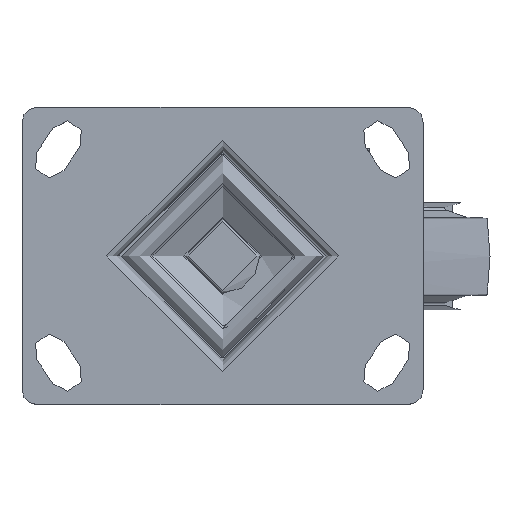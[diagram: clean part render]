
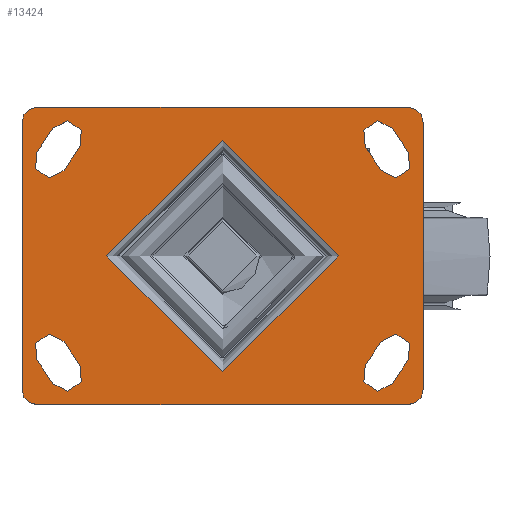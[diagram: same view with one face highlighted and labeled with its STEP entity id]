
A CAD part, top view. The second image highlights one B-rep face of the part: STEP entity #13424.
In plain terms, the highlighted planar face has unit normal (0, 0, 1).
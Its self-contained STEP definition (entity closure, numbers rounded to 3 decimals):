
#1075=FACE_BOUND('',#4498,.T.);
#1076=FACE_BOUND('',#4499,.T.);
#1077=FACE_BOUND('',#4500,.T.);
#1078=FACE_BOUND('',#4501,.T.);
#1079=FACE_BOUND('',#4502,.T.);
#1236=PLANE('',#14608);
#1731=LINE('',#19653,#2641);
#1733=LINE('',#19656,#2643);
#1735=LINE('',#19659,#2645);
#1737=LINE('',#19662,#2647);
#1739=LINE('',#19665,#2649);
#1741=LINE('',#19668,#2651);
#1743=LINE('',#19671,#2653);
#1745=LINE('',#19674,#2655);
#1746=LINE('',#19676,#2656);
#1748=LINE('',#19679,#2658);
#1749=LINE('',#19680,#2659);
#1750=LINE('',#19681,#2660);
#2641=VECTOR('',#16153,1000.);
#2643=VECTOR('',#16157,1000.);
#2645=VECTOR('',#16161,1000.);
#2647=VECTOR('',#16165,1000.);
#2649=VECTOR('',#16169,1000.);
#2651=VECTOR('',#16173,1000.);
#2653=VECTOR('',#16177,1000.);
#2655=VECTOR('',#16181,1000.);
#2656=VECTOR('',#16184,1000.);
#2658=VECTOR('',#16188,1000.);
#2659=VECTOR('',#16189,1000.);
#2660=VECTOR('',#16190,1000.);
#3670=FACE_OUTER_BOUND('',#4497,.T.);
#4497=EDGE_LOOP('',(#9611,#9612,#9613,#9614,#9615,#9616,#9617,#9618));
#4498=EDGE_LOOP('',(#9619,#9620,#9621,#9622));
#4499=EDGE_LOOP('',(#9623,#9624,#9625,#9626));
#4500=EDGE_LOOP('',(#9627,#9628,#9629,#9630));
#4501=EDGE_LOOP('',(#9631,#9632,#9633,#9634));
#4502=EDGE_LOOP('',(#9635));
#5450=CIRCLE('',#14427,39.);
#5563=CIRCLE('',#14564,5.);
#5565=CIRCLE('',#14567,5.);
#5567=CIRCLE('',#14570,5.);
#5569=CIRCLE('',#14573,5.);
#5572=CIRCLE('',#14577,5.5);
#5573=CIRCLE('',#14579,5.5);
#5576=CIRCLE('',#14583,5.5);
#5577=CIRCLE('',#14585,5.5);
#5580=CIRCLE('',#14589,5.5);
#5581=CIRCLE('',#14591,5.5);
#5584=CIRCLE('',#14595,5.5);
#5585=CIRCLE('',#14597,5.5);
#5980=VERTEX_POINT('',#19186);
#6147=VERTEX_POINT('',#19544);
#6148=VERTEX_POINT('',#19545);
#6151=VERTEX_POINT('',#19553);
#6152=VERTEX_POINT('',#19554);
#6155=VERTEX_POINT('',#19562);
#6156=VERTEX_POINT('',#19563);
#6159=VERTEX_POINT('',#19571);
#6160=VERTEX_POINT('',#19572);
#6165=VERTEX_POINT('',#19583);
#6166=VERTEX_POINT('',#19585);
#6167=VERTEX_POINT('',#19589);
#6168=VERTEX_POINT('',#19590);
#6173=VERTEX_POINT('',#19601);
#6174=VERTEX_POINT('',#19603);
#6175=VERTEX_POINT('',#19607);
#6176=VERTEX_POINT('',#19608);
#6181=VERTEX_POINT('',#19619);
#6182=VERTEX_POINT('',#19621);
#6183=VERTEX_POINT('',#19625);
#6184=VERTEX_POINT('',#19626);
#6189=VERTEX_POINT('',#19637);
#6190=VERTEX_POINT('',#19639);
#6191=VERTEX_POINT('',#19643);
#6192=VERTEX_POINT('',#19644);
#7305=EDGE_CURVE('',#5980,#5980,#5450,.T.);
#7484=EDGE_CURVE('',#6147,#6148,#5563,.T.);
#7488=EDGE_CURVE('',#6151,#6152,#5565,.T.);
#7492=EDGE_CURVE('',#6155,#6156,#5567,.T.);
#7496=EDGE_CURVE('',#6159,#6160,#5569,.T.);
#7502=EDGE_CURVE('',#6166,#6165,#5572,.T.);
#7504=EDGE_CURVE('',#6167,#6168,#5573,.T.);
#7510=EDGE_CURVE('',#6174,#6173,#5576,.T.);
#7512=EDGE_CURVE('',#6175,#6176,#5577,.T.);
#7518=EDGE_CURVE('',#6182,#6181,#5580,.T.);
#7520=EDGE_CURVE('',#6183,#6184,#5581,.T.);
#7526=EDGE_CURVE('',#6190,#6189,#5584,.T.);
#7528=EDGE_CURVE('',#6191,#6192,#5585,.T.);
#7533=EDGE_CURVE('',#6189,#6191,#1731,.T.);
#7535=EDGE_CURVE('',#6192,#6190,#1733,.T.);
#7537=EDGE_CURVE('',#6181,#6183,#1735,.T.);
#7539=EDGE_CURVE('',#6184,#6182,#1737,.T.);
#7541=EDGE_CURVE('',#6173,#6175,#1739,.T.);
#7543=EDGE_CURVE('',#6176,#6174,#1741,.T.);
#7545=EDGE_CURVE('',#6165,#6167,#1743,.T.);
#7547=EDGE_CURVE('',#6168,#6166,#1745,.T.);
#7548=EDGE_CURVE('',#6160,#6147,#1746,.T.);
#7550=EDGE_CURVE('',#6156,#6159,#1748,.T.);
#7551=EDGE_CURVE('',#6152,#6155,#1749,.T.);
#7552=EDGE_CURVE('',#6148,#6151,#1750,.T.);
#9611=ORIENTED_EDGE('',*,*,#7496,.F.);
#9612=ORIENTED_EDGE('',*,*,#7550,.F.);
#9613=ORIENTED_EDGE('',*,*,#7492,.F.);
#9614=ORIENTED_EDGE('',*,*,#7551,.F.);
#9615=ORIENTED_EDGE('',*,*,#7488,.F.);
#9616=ORIENTED_EDGE('',*,*,#7552,.F.);
#9617=ORIENTED_EDGE('',*,*,#7484,.F.);
#9618=ORIENTED_EDGE('',*,*,#7548,.F.);
#9619=ORIENTED_EDGE('',*,*,#7526,.T.);
#9620=ORIENTED_EDGE('',*,*,#7533,.T.);
#9621=ORIENTED_EDGE('',*,*,#7528,.T.);
#9622=ORIENTED_EDGE('',*,*,#7535,.T.);
#9623=ORIENTED_EDGE('',*,*,#7518,.T.);
#9624=ORIENTED_EDGE('',*,*,#7537,.T.);
#9625=ORIENTED_EDGE('',*,*,#7520,.T.);
#9626=ORIENTED_EDGE('',*,*,#7539,.T.);
#9627=ORIENTED_EDGE('',*,*,#7510,.T.);
#9628=ORIENTED_EDGE('',*,*,#7541,.T.);
#9629=ORIENTED_EDGE('',*,*,#7512,.T.);
#9630=ORIENTED_EDGE('',*,*,#7543,.T.);
#9631=ORIENTED_EDGE('',*,*,#7502,.T.);
#9632=ORIENTED_EDGE('',*,*,#7545,.T.);
#9633=ORIENTED_EDGE('',*,*,#7504,.T.);
#9634=ORIENTED_EDGE('',*,*,#7547,.T.);
#9635=ORIENTED_EDGE('',*,*,#7305,.F.);
#13424=ADVANCED_FACE('',(#3670,#1075,#1076,#1077,#1078,#1079),#1236,.T.);
#14427=AXIS2_PLACEMENT_3D('',#19187,#15728,#15729);
#14564=AXIS2_PLACEMENT_3D('',#19546,#16056,#16057);
#14567=AXIS2_PLACEMENT_3D('',#19555,#16064,#16065);
#14570=AXIS2_PLACEMENT_3D('',#19564,#16072,#16073);
#14573=AXIS2_PLACEMENT_3D('',#19573,#16080,#16081);
#14577=AXIS2_PLACEMENT_3D('',#19586,#16091,#16092);
#14579=AXIS2_PLACEMENT_3D('',#19591,#16096,#16097);
#14583=AXIS2_PLACEMENT_3D('',#19604,#16107,#16108);
#14585=AXIS2_PLACEMENT_3D('',#19609,#16112,#16113);
#14589=AXIS2_PLACEMENT_3D('',#19622,#16123,#16124);
#14591=AXIS2_PLACEMENT_3D('',#19627,#16128,#16129);
#14595=AXIS2_PLACEMENT_3D('',#19640,#16139,#16140);
#14597=AXIS2_PLACEMENT_3D('',#19645,#16144,#16145);
#14608=AXIS2_PLACEMENT_3D('',#19678,#16186,#16187);
#15728=DIRECTION('center_axis',(0.,0.,1.));
#15729=DIRECTION('ref_axis',(0.,-1.,0.));
#16056=DIRECTION('center_axis',(0.,0.,-1.));
#16057=DIRECTION('ref_axis',(0.707,0.707,0.));
#16064=DIRECTION('center_axis',(0.,0.,-1.));
#16065=DIRECTION('ref_axis',(0.707,-0.707,0.));
#16072=DIRECTION('center_axis',(0.,0.,-1.));
#16073=DIRECTION('ref_axis',(-0.707,-0.707,0.));
#16080=DIRECTION('center_axis',(0.,0.,-1.));
#16081=DIRECTION('ref_axis',(-0.707,0.707,0.));
#16091=DIRECTION('center_axis',(0.,0.,-1.));
#16092=DIRECTION('ref_axis',(-1.,0.,0.));
#16096=DIRECTION('center_axis',(0.,0.,-1.));
#16097=DIRECTION('ref_axis',(-1.,0.,0.));
#16107=DIRECTION('center_axis',(0.,0.,-1.));
#16108=DIRECTION('ref_axis',(1.,0.,0.));
#16112=DIRECTION('center_axis',(0.,0.,-1.));
#16113=DIRECTION('ref_axis',(1.,0.,0.));
#16123=DIRECTION('center_axis',(0.,0.,-1.));
#16124=DIRECTION('ref_axis',(1.,0.,0.));
#16128=DIRECTION('center_axis',(0.,0.,-1.));
#16129=DIRECTION('ref_axis',(1.,0.,0.));
#16139=DIRECTION('center_axis',(0.,0.,-1.));
#16140=DIRECTION('ref_axis',(-1.,0.,0.));
#16144=DIRECTION('center_axis',(0.,0.,-1.));
#16145=DIRECTION('ref_axis',(-1.,0.,0.));
#16153=DIRECTION('',(0.555,0.832,0.));
#16157=DIRECTION('',(-0.555,-0.832,0.));
#16161=DIRECTION('',(-0.555,0.832,0.));
#16165=DIRECTION('',(0.555,-0.832,0.));
#16169=DIRECTION('',(-0.555,-0.832,0.));
#16173=DIRECTION('',(0.555,0.832,0.));
#16177=DIRECTION('',(0.555,-0.832,0.));
#16181=DIRECTION('',(-0.555,0.832,0.));
#16184=DIRECTION('',(1.,0.,0.));
#16186=DIRECTION('center_axis',(0.,0.,1.));
#16187=DIRECTION('ref_axis',(1.,0.,0.));
#16188=DIRECTION('',(0.,1.,0.));
#16189=DIRECTION('',(-1.,0.,0.));
#16190=DIRECTION('',(0.,-1.,0.));
#19186=CARTESIAN_POINT('',(39.,0.,0.));
#19187=CARTESIAN_POINT('Origin',(0.,0.,0.));
#19544=CARTESIAN_POINT('',(62.5,50.,0.));
#19545=CARTESIAN_POINT('',(67.5,45.,0.));
#19546=CARTESIAN_POINT('Origin',(62.5,45.,0.));
#19553=CARTESIAN_POINT('',(67.5,-45.,0.));
#19554=CARTESIAN_POINT('',(62.5,-50.,0.));
#19555=CARTESIAN_POINT('Origin',(62.5,-45.,0.));
#19562=CARTESIAN_POINT('',(-62.5,-50.,0.));
#19563=CARTESIAN_POINT('',(-67.5,-45.,0.));
#19564=CARTESIAN_POINT('Origin',(-62.5,-45.,0.));
#19571=CARTESIAN_POINT('',(-67.5,45.,0.));
#19572=CARTESIAN_POINT('',(-62.5,50.,0.));
#19573=CARTESIAN_POINT('Origin',(-62.5,45.,0.));
#19583=CARTESIAN_POINT('',(57.15,42.938,0.));
#19585=CARTESIAN_POINT('',(48.,36.838,0.));
#19586=CARTESIAN_POINT('Origin',(52.5,40.,0.));
#19589=CARTESIAN_POINT('',(62.5,34.912,0.));
#19590=CARTESIAN_POINT('',(53.35,28.812,0.));
#19591=CARTESIAN_POINT('Origin',(58.,31.75,0.));
#19601=CARTESIAN_POINT('',(-48.,36.838,0.));
#19603=CARTESIAN_POINT('',(-57.15,42.938,0.));
#19604=CARTESIAN_POINT('Origin',(-52.5,40.,0.));
#19607=CARTESIAN_POINT('',(-53.35,28.812,0.));
#19608=CARTESIAN_POINT('',(-62.5,34.912,0.));
#19609=CARTESIAN_POINT('Origin',(-58.,31.75,0.));
#19619=CARTESIAN_POINT('',(-57.15,-42.938,0.));
#19621=CARTESIAN_POINT('',(-48.,-36.838,0.));
#19622=CARTESIAN_POINT('Origin',(-52.5,-40.,0.));
#19625=CARTESIAN_POINT('',(-62.5,-34.912,0.));
#19626=CARTESIAN_POINT('',(-53.35,-28.812,0.));
#19627=CARTESIAN_POINT('Origin',(-58.,-31.75,0.));
#19637=CARTESIAN_POINT('',(48.,-36.838,0.));
#19639=CARTESIAN_POINT('',(57.15,-42.938,0.));
#19640=CARTESIAN_POINT('Origin',(52.5,-40.,0.));
#19643=CARTESIAN_POINT('',(53.35,-28.812,0.));
#19644=CARTESIAN_POINT('',(62.5,-34.912,0.));
#19645=CARTESIAN_POINT('Origin',(58.,-31.75,0.));
#19653=CARTESIAN_POINT('',(50.454,-33.157,0.));
#19656=CARTESIAN_POINT('',(59.604,-39.257,0.));
#19659=CARTESIAN_POINT('',(-59.604,-39.257,0.));
#19662=CARTESIAN_POINT('',(-50.454,-33.157,0.));
#19665=CARTESIAN_POINT('',(-50.454,33.157,0.));
#19668=CARTESIAN_POINT('',(-59.604,39.257,0.));
#19671=CARTESIAN_POINT('',(59.604,39.257,0.));
#19674=CARTESIAN_POINT('',(50.454,33.157,0.));
#19676=CARTESIAN_POINT('',(0.,50.,0.));
#19678=CARTESIAN_POINT('Origin',(0.,0.,0.));
#19679=CARTESIAN_POINT('',(-67.5,0.,0.));
#19680=CARTESIAN_POINT('',(0.,-50.,0.));
#19681=CARTESIAN_POINT('',(67.5,0.,0.));
